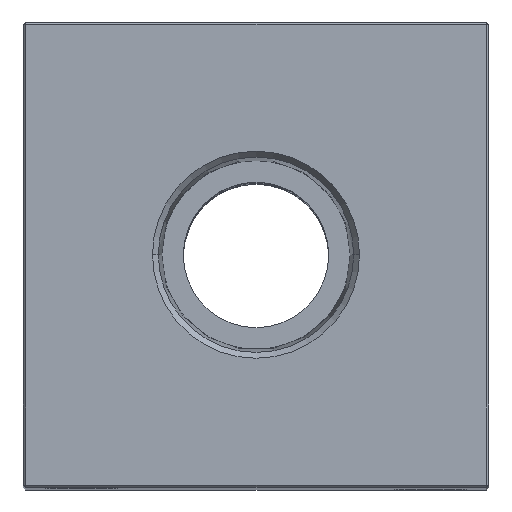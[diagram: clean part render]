
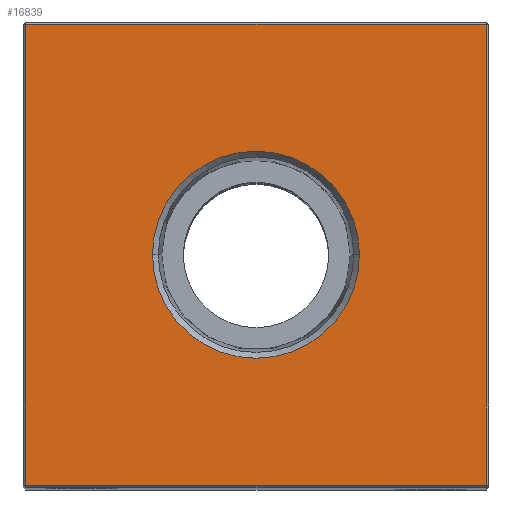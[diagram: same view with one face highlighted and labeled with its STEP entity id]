
A CAD part, top view. The second image highlights one B-rep face of the part: STEP entity #16839.
In plain terms, the highlighted planar face has unit normal (0, 0, 1).
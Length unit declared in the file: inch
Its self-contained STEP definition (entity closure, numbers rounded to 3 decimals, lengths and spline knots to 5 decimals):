
#171 = DIRECTION ( 'NONE',  ( -1., 0., 0. ) ) ;
#532 = CARTESIAN_POINT ( 'NONE',  ( 0., 0., 6.25 ) ) ;
#2151 = CARTESIAN_POINT ( 'NONE',  ( -0.44487, 0., 6.25 ) ) ;
#2992 = EDGE_CURVE ( 'NONE', #12514, #5680, #20263, .T. ) ;
#2997 = AXIS2_PLACEMENT_3D ( 'NONE', #532, #18399, #6362 ) ;
#3283 = ORIENTED_EDGE ( 'NONE', *, *, #23025, .T. ) ;
#3331 = CARTESIAN_POINT ( 'NONE',  ( 0.99, 0., 6.25 ) ) ;
#3660 = CARTESIAN_POINT ( 'NONE',  ( -0.99, 0., 6.25 ) ) ;
#4023 = CARTESIAN_POINT ( 'NONE',  ( 0., 0., 6.25 ) ) ;
#4125 = EDGE_CURVE ( 'NONE', #20167, #16659, #14406, .T. ) ;
#5680 = VERTEX_POINT ( 'NONE', #22418 ) ;
#6270 = DIRECTION ( 'NONE',  ( 0., 0., 1. ) ) ;
#6362 = DIRECTION ( 'NONE',  ( 1., 0., 0. ) ) ;
#7565 = DIRECTION ( 'NONE',  ( -1., 0., 0. ) ) ;
#8429 = VERTEX_POINT ( 'NONE', #15514 ) ;
#8693 = CARTESIAN_POINT ( 'NONE',  ( -0.99, -0.99, 6.25 ) ) ;
#9558 = FACE_BOUND ( 'NONE', #10613, .T. ) ;
#9980 = ORIENTED_EDGE ( 'NONE', *, *, #17351, .F. ) ;
#10613 = EDGE_LOOP ( 'NONE', ( #9980, #16081 ) ) ;
#11696 = CARTESIAN_POINT ( 'NONE',  ( 0.44487, 0., 6.25 ) ) ;
#11726 = DIRECTION ( 'NONE',  ( 0., -1., 0. ) ) ;
#12330 = VECTOR ( 'NONE', #22258, 39.37008 ) ;
#12337 = CIRCLE ( 'NONE', #14446, 0.44487 ) ;
#12514 = VERTEX_POINT ( 'NONE', #21545 ) ;
#13029 = VERTEX_POINT ( 'NONE', #8693 ) ;
#13378 = DIRECTION ( 'NONE',  ( 0., 1., 0. ) ) ;
#14194 = ORIENTED_EDGE ( 'NONE', *, *, #2992, .T. ) ;
#14406 = CIRCLE ( 'NONE', #2997, 0.44487 ) ;
#14437 = EDGE_LOOP ( 'NONE', ( #19801, #3283, #14785, #14194 ) ) ;
#14446 = AXIS2_PLACEMENT_3D ( 'NONE', #4023, #6270, #18440 ) ;
#14785 = ORIENTED_EDGE ( 'NONE', *, *, #18881, .T. ) ;
#15250 = AXIS2_PLACEMENT_3D ( 'NONE', #17613, #21322, #7565 ) ;
#15501 = FACE_OUTER_BOUND ( 'NONE', #14437, .T. ) ;
#15514 = CARTESIAN_POINT ( 'NONE',  ( 0.99, -0.99, 6.25 ) ) ;
#16081 = ORIENTED_EDGE ( 'NONE', *, *, #4125, .F. ) ;
#16158 = VECTOR ( 'NONE', #11726, 39.37008 ) ;
#16255 = LINE ( 'NONE', #3331, #22495 ) ;
#16659 = VERTEX_POINT ( 'NONE', #11696 ) ;
#16839 = ADVANCED_FACE ( 'NONE', ( #15501, #9558 ), #19732, .F. ) ;
#17351 = EDGE_CURVE ( 'NONE', #16659, #20167, #12337, .T. ) ;
#17613 = CARTESIAN_POINT ( 'NONE',  ( 0., 0., 6.25 ) ) ;
#18035 = LINE ( 'NONE', #26096, #12330 ) ;
#18399 = DIRECTION ( 'NONE',  ( 0., 0., 1. ) ) ;
#18440 = DIRECTION ( 'NONE',  ( 1., 0., 0. ) ) ;
#18881 = EDGE_CURVE ( 'NONE', #8429, #12514, #16255, .T. ) ;
#19193 = EDGE_CURVE ( 'NONE', #5680, #13029, #21775, .T. ) ;
#19732 = PLANE ( 'NONE',  #15250 ) ;
#19801 = ORIENTED_EDGE ( 'NONE', *, *, #19193, .T. ) ;
#19872 = CARTESIAN_POINT ( 'NONE',  ( 0., 0.99, 6.25 ) ) ;
#20167 = VERTEX_POINT ( 'NONE', #2151 ) ;
#20263 = LINE ( 'NONE', #19872, #20842 ) ;
#20842 = VECTOR ( 'NONE', #171, 39.37008 ) ;
#21322 = DIRECTION ( 'NONE',  ( 0., 0., -1. ) ) ;
#21545 = CARTESIAN_POINT ( 'NONE',  ( 0.99, 0.99, 6.25 ) ) ;
#21775 = LINE ( 'NONE', #3660, #16158 ) ;
#22258 = DIRECTION ( 'NONE',  ( 1., 0., 0. ) ) ;
#22418 = CARTESIAN_POINT ( 'NONE',  ( -0.99, 0.99, 6.25 ) ) ;
#22495 = VECTOR ( 'NONE', #13378, 39.37008 ) ;
#23025 = EDGE_CURVE ( 'NONE', #13029, #8429, #18035, .T. ) ;
#26096 = CARTESIAN_POINT ( 'NONE',  ( 0., -0.99, 6.25 ) ) ;
